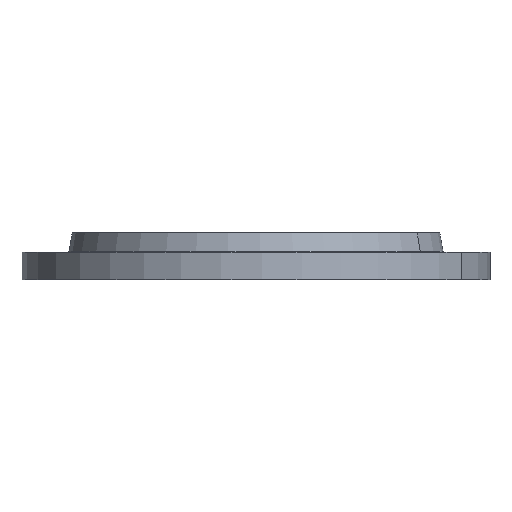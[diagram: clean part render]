
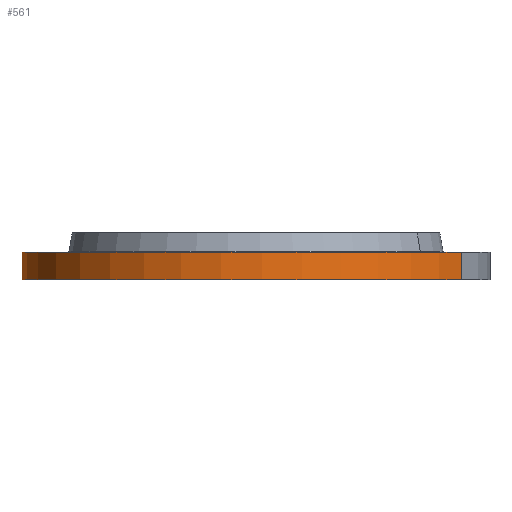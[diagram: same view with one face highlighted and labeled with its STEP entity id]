
A CAD part, left-side view. The second image highlights one B-rep face of the part: STEP entity #561.
In plain terms, the highlighted cylindrical face has radius 349.25 mm (diameter 698.5 mm), a partial arc.
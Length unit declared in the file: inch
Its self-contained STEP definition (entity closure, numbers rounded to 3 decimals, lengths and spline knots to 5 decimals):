
#150=AXIS2_PLACEMENT_3D('Circle Axis2P3D',#148,#149,$) ;
#534=AXIS2_PLACEMENT_3D('Cylinder Axis2P3D',#531,#532,#533) ;
#545=AXIS2_PLACEMENT_3D('Circle Axis2P3D',#543,#544,$) ;
#148=CARTESIAN_POINT('Axis2P3D Location',(0.,0.,0.)) ;
#152=CARTESIAN_POINT('Vertex',(-6.5921,-12.06676,0.)) ;
#154=CARTESIAN_POINT('Vertex',(6.5921,12.06676,0.)) ;
#531=CARTESIAN_POINT('Axis2P3D Location',(0.,0.,1.405)) ;
#536=CARTESIAN_POINT('Line Origine',(-6.5921,-12.06676,0.81)) ;
#540=CARTESIAN_POINT('Vertex',(-6.5921,-12.06676,1.62)) ;
#543=CARTESIAN_POINT('Axis2P3D Location',(0.,0.,1.62)) ;
#547=CARTESIAN_POINT('Vertex',(6.5921,12.06676,1.62)) ;
#550=CARTESIAN_POINT('Line Origine',(6.5921,12.06676,0.81)) ;
#149=DIRECTION('Axis2P3D Direction',(0.,0.,-0.039)) ;
#532=DIRECTION('Axis2P3D Direction',(0.,0.,-0.039)) ;
#533=DIRECTION('Axis2P3D XDirection',(0.019,0.035,0.)) ;
#537=DIRECTION('Vector Direction',(0.,0.,-0.039)) ;
#544=DIRECTION('Axis2P3D Direction',(0.,0.,-0.039)) ;
#551=DIRECTION('Vector Direction',(0.,0.,-0.039)) ;
#538=VECTOR('Line Direction',#537,0.03937) ;
#552=VECTOR('Line Direction',#551,0.03937) ;
#556=ORIENTED_EDGE('',*,*,#156,.F.) ;
#557=ORIENTED_EDGE('',*,*,#542,.T.) ;
#558=ORIENTED_EDGE('',*,*,#549,.T.) ;
#559=ORIENTED_EDGE('',*,*,#554,.F.) ;
#561=ADVANCED_FACE('PartBody',(#560),#535,.T.) ;
#151=CIRCLE('generated circle',#150,13.75) ;
#546=CIRCLE('generated circle',#545,13.75) ;
#535=CYLINDRICAL_SURFACE('generated cylinder',#534,13.75) ;
#156=EDGE_CURVE('',#153,#155,#151,.T.) ;
#542=EDGE_CURVE('',#153,#541,#539,.F.) ;
#549=EDGE_CURVE('',#541,#548,#546,.T.) ;
#554=EDGE_CURVE('',#155,#548,#553,.F.) ;
#555=EDGE_LOOP('',(#556,#557,#558,#559)) ;
#560=FACE_OUTER_BOUND('',#555,.T.) ;
#539=LINE('Line',#536,#538) ;
#553=LINE('Line',#550,#552) ;
#153=VERTEX_POINT('',#152) ;
#155=VERTEX_POINT('',#154) ;
#541=VERTEX_POINT('',#540) ;
#548=VERTEX_POINT('',#547) ;
